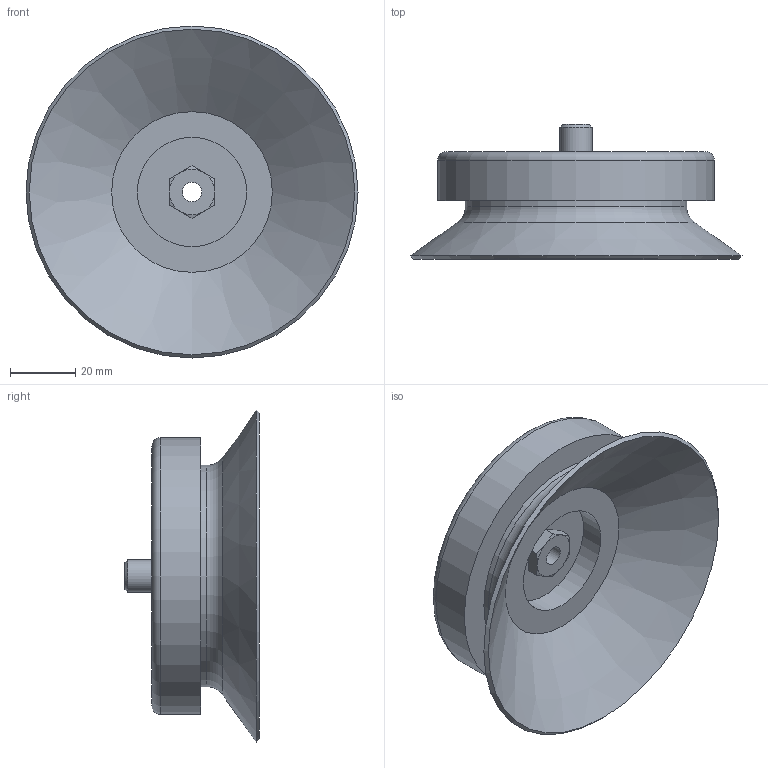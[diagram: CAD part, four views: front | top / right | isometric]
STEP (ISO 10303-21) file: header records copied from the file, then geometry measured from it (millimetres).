
FILE_DESCRIPTION(/* description */ ('STEP AP214'),/* implementation_level */ '2;1');
FILE_NAME(/* name */ '189363_ESS-100-EU',/* time_stamp */ '2024-08-28T08:16:59+02:00',/* author */ ('License CC BY-ND 4.0'),/* organization */ ('CADENAS'),/* preprocessor_version */ 'ST-DEVELOPER v19.3',/* originating_system */ 'PARTsolutions',/* authorisation */ ' ');
FILE_SCHEMA (('AUTOMOTIVE_DESIGN {1 0 10303 214 3 1 1}'));
Length unit declared in the file: millimetre
Products named in the file (1): 189363 ESS-100-EU
Bounding box: 102 x 41.4 x 102 mm (x, y, z)
Volume: 92586.1 mm3; surface area: 29120.1 mm2
Topology: 1 solids, 1 shells, 29 faces, 58 edges, 35 vertices
Faces by surface type: plane 12, cone 10, cylinder 5, torus 2
Full cylindrical faces by diameter (mm): 6 x1, 10 x1, 33.6 x1, 68 x1, 85 x1
Entity records: 925 total; most frequent: CARTESIAN_POINT 146, DIRECTION 116, ORIENTED_EDGE 92, AXIS2_PLACEMENT_3D 52, EDGE_CURVE 46, EDGE_LOOP 46, FACE_BOUND 46, VERTEX_POINT 34
